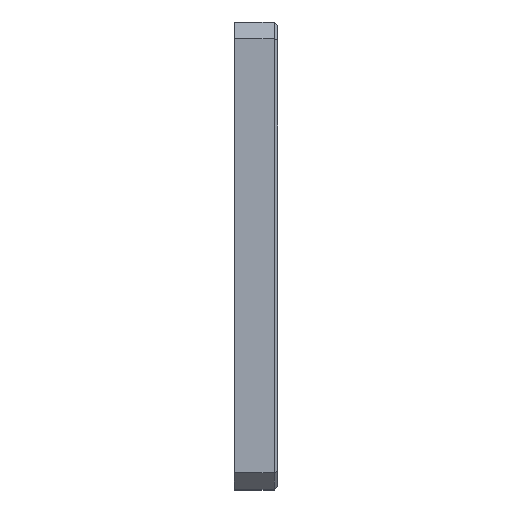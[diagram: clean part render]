
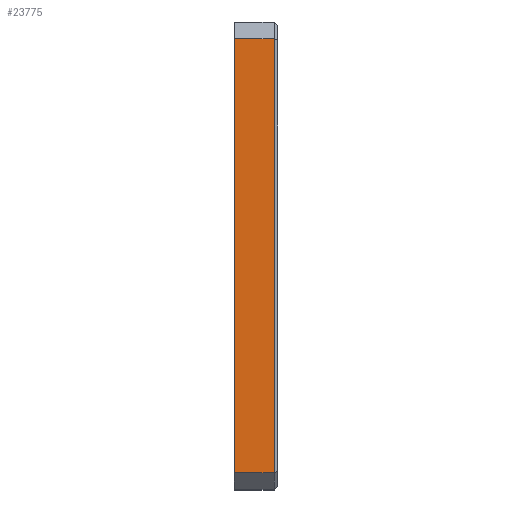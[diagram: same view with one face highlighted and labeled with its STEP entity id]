
A CAD part, top view. The second image highlights one B-rep face of the part: STEP entity #23775.
In plain terms, the highlighted free-form (B-spline) face has degree [1, 1] with [2, 2] control points.
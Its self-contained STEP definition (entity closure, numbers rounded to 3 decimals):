
#699 = B_SPLINE_SURFACE_WITH_KNOTS('',1,1,(
    (#700,#701)
    ,(#702,#703)),.UNSPECIFIED.,.F.,.F.,.F.,(2,2),(2,2),(0.,1.),(0.,1.),
  .PIECEWISE_BEZIER_KNOTS.);
#700 = CARTESIAN_POINT('',(-377.,-107.5,184.5));
#701 = CARTESIAN_POINT('',(-377.,-107.5,51.5));
#702 = CARTESIAN_POINT('',(-377.,-248.5,184.5));
#703 = CARTESIAN_POINT('',(-377.,-248.5,51.5));
#804 = VERTEX_POINT('',#805);
#805 = CARTESIAN_POINT('',(-377.,-112.5,184.5));
#818 = B_SPLINE_SURFACE_WITH_KNOTS('',1,1,(
    (#819,#820)
    ,(#821,#822)),.UNSPECIFIED.,.F.,.F.,.F.,(2,2),(2,2),(0.,1.),(0.,1.),
  .PIECEWISE_BEZIER_KNOTS.);
#819 = CARTESIAN_POINT('',(-377.,-107.5,179.5));
#820 = CARTESIAN_POINT('',(-377.,-112.5,184.5));
#821 = CARTESIAN_POINT('',(-365.,-107.5,179.5));
#822 = CARTESIAN_POINT('',(-365.,-112.5,184.5));
#829 = EDGE_CURVE('',#804,#830,#832,.T.);
#830 = VERTEX_POINT('',#831);
#831 = CARTESIAN_POINT('',(-377.,-243.5,184.5));
#832 = SURFACE_CURVE('',#833,(#837,#843),.PCURVE_S1.);
#833 = LINE('',#834,#835);
#834 = CARTESIAN_POINT('',(-377.,-112.5,184.5));
#835 = VECTOR('',#836,1.);
#836 = DIRECTION('',(0.,-1.,0.));
#837 = PCURVE('',#699,#838);
#838 = DEFINITIONAL_REPRESENTATION('',(#839),#842);
#839 = B_SPLINE_CURVE_WITH_KNOTS('',1,(#840,#841),.UNSPECIFIED.,.F.,.F.,
  (2,2),(0.,131.),.PIECEWISE_BEZIER_KNOTS.);
#840 = CARTESIAN_POINT('',(0.035,0.));
#841 = CARTESIAN_POINT('',(0.965,0.));
#842 = ( GEOMETRIC_REPRESENTATION_CONTEXT(2) 
PARAMETRIC_REPRESENTATION_CONTEXT() REPRESENTATION_CONTEXT('2D SPACE',''
  ) );
#843 = PCURVE('',#844,#849);
#844 = B_SPLINE_SURFACE_WITH_KNOTS('',1,1,(
    (#845,#846)
    ,(#847,#848)),.UNSPECIFIED.,.F.,.F.,.F.,(2,2),(2,2),(0.,1.),(0.,1.),
  .PIECEWISE_BEZIER_KNOTS.);
#845 = CARTESIAN_POINT('',(-377.,-112.5,184.5));
#846 = CARTESIAN_POINT('',(-365.,-112.5,184.5));
#847 = CARTESIAN_POINT('',(-377.,-243.5,184.5));
#848 = CARTESIAN_POINT('',(-365.,-243.5,184.5));
#849 = DEFINITIONAL_REPRESENTATION('',(#850),#853);
#850 = B_SPLINE_CURVE_WITH_KNOTS('',1,(#851,#852),.UNSPECIFIED.,.F.,.F.,
  (2,2),(0.,131.),.PIECEWISE_BEZIER_KNOTS.);
#851 = CARTESIAN_POINT('',(0.,0.));
#852 = CARTESIAN_POINT('',(1.,0.));
#853 = ( GEOMETRIC_REPRESENTATION_CONTEXT(2) 
PARAMETRIC_REPRESENTATION_CONTEXT() REPRESENTATION_CONTEXT('2D SPACE',''
  ) );
#870 = B_SPLINE_SURFACE_WITH_KNOTS('',1,1,(
    (#871,#872)
    ,(#873,#874)),.UNSPECIFIED.,.F.,.F.,.F.,(2,2),(2,2),(0.,1.),(0.,1.),
  .PIECEWISE_BEZIER_KNOTS.);
#871 = CARTESIAN_POINT('',(-377.,-243.5,184.5));
#872 = CARTESIAN_POINT('',(-377.,-248.5,179.5));
#873 = CARTESIAN_POINT('',(-365.,-243.5,184.5));
#874 = CARTESIAN_POINT('',(-365.,-248.5,179.5));
#23731 = EDGE_CURVE('',#830,#23732,#23734,.T.);
#23732 = VERTEX_POINT('',#23733);
#23733 = CARTESIAN_POINT('',(-365.,-243.5,184.5));
#23734 = SURFACE_CURVE('',#23735,(#23739,#23745),.PCURVE_S1.);
#23735 = LINE('',#23736,#23737);
#23736 = CARTESIAN_POINT('',(-377.,-243.5,184.5));
#23737 = VECTOR('',#23738,1.);
#23738 = DIRECTION('',(1.,0.,0.));
#23739 = PCURVE('',#870,#23740);
#23740 = DEFINITIONAL_REPRESENTATION('',(#23741),#23744);
#23741 = B_SPLINE_CURVE_WITH_KNOTS('',1,(#23742,#23743),.UNSPECIFIED.,
  .F.,.F.,(2,2),(0.,12.),.PIECEWISE_BEZIER_KNOTS.);
#23742 = CARTESIAN_POINT('',(0.,0.));
#23743 = CARTESIAN_POINT('',(1.,0.));
#23744 = ( GEOMETRIC_REPRESENTATION_CONTEXT(2) 
PARAMETRIC_REPRESENTATION_CONTEXT() REPRESENTATION_CONTEXT('2D SPACE',''
  ) );
#23745 = PCURVE('',#844,#23746);
#23746 = DEFINITIONAL_REPRESENTATION('',(#23747),#23750);
#23747 = B_SPLINE_CURVE_WITH_KNOTS('',1,(#23748,#23749),.UNSPECIFIED.,
  .F.,.F.,(2,2),(0.,12.),.PIECEWISE_BEZIER_KNOTS.);
#23748 = CARTESIAN_POINT('',(1.,0.));
#23749 = CARTESIAN_POINT('',(1.,1.));
#23750 = ( GEOMETRIC_REPRESENTATION_CONTEXT(2) 
PARAMETRIC_REPRESENTATION_CONTEXT() REPRESENTATION_CONTEXT('2D SPACE',''
  ) );
#23775 = ADVANCED_FACE('',(#23776),#844,.T.);
#23776 = FACE_BOUND('',#23777,.T.);
#23777 = EDGE_LOOP('',(#23778,#23804,#23823,#23824));
#23778 = ORIENTED_EDGE('',*,*,#23779,.F.);
#23779 = EDGE_CURVE('',#23780,#23732,#23782,.T.);
#23780 = VERTEX_POINT('',#23781);
#23781 = CARTESIAN_POINT('',(-365.,-112.5,184.5));
#23782 = SURFACE_CURVE('',#23783,(#23787,#23793),.PCURVE_S1.);
#23783 = LINE('',#23784,#23785);
#23784 = CARTESIAN_POINT('',(-365.,-112.5,184.5));
#23785 = VECTOR('',#23786,1.);
#23786 = DIRECTION('',(0.,-1.,0.));
#23787 = PCURVE('',#844,#23788);
#23788 = DEFINITIONAL_REPRESENTATION('',(#23789),#23792);
#23789 = B_SPLINE_CURVE_WITH_KNOTS('',1,(#23790,#23791),.UNSPECIFIED.,
  .F.,.F.,(2,2),(0.,131.),.PIECEWISE_BEZIER_KNOTS.);
#23790 = CARTESIAN_POINT('',(0.,1.));
#23791 = CARTESIAN_POINT('',(1.,1.));
#23792 = ( GEOMETRIC_REPRESENTATION_CONTEXT(2) 
PARAMETRIC_REPRESENTATION_CONTEXT() REPRESENTATION_CONTEXT('2D SPACE',''
  ) );
#23793 = PCURVE('',#23794,#23799);
#23794 = B_SPLINE_SURFACE_WITH_KNOTS('',1,1,(
    (#23795,#23796)
    ,(#23797,#23798
    )),.UNSPECIFIED.,.F.,.F.,.F.,(2,2),(2,2),(0.,1.),(0.,1.),
  .PIECEWISE_BEZIER_KNOTS.);
#23795 = CARTESIAN_POINT('',(-365.,-112.5,184.5));
#23796 = CARTESIAN_POINT('',(-364.,-112.5,183.5));
#23797 = CARTESIAN_POINT('',(-365.,-243.5,184.5));
#23798 = CARTESIAN_POINT('',(-364.,-243.5,183.5));
#23799 = DEFINITIONAL_REPRESENTATION('',(#23800),#23803);
#23800 = B_SPLINE_CURVE_WITH_KNOTS('',1,(#23801,#23802),.UNSPECIFIED.,
  .F.,.F.,(2,2),(0.,131.),.PIECEWISE_BEZIER_KNOTS.);
#23801 = CARTESIAN_POINT('',(0.,0.));
#23802 = CARTESIAN_POINT('',(1.,0.));
#23803 = ( GEOMETRIC_REPRESENTATION_CONTEXT(2) 
PARAMETRIC_REPRESENTATION_CONTEXT() REPRESENTATION_CONTEXT('2D SPACE',''
  ) );
#23804 = ORIENTED_EDGE('',*,*,#23805,.F.);
#23805 = EDGE_CURVE('',#804,#23780,#23806,.T.);
#23806 = SURFACE_CURVE('',#23807,(#23811,#23817),.PCURVE_S1.);
#23807 = LINE('',#23808,#23809);
#23808 = CARTESIAN_POINT('',(-377.,-112.5,184.5));
#23809 = VECTOR('',#23810,1.);
#23810 = DIRECTION('',(1.,0.,0.));
#23811 = PCURVE('',#844,#23812);
#23812 = DEFINITIONAL_REPRESENTATION('',(#23813),#23816);
#23813 = B_SPLINE_CURVE_WITH_KNOTS('',1,(#23814,#23815),.UNSPECIFIED.,
  .F.,.F.,(2,2),(0.,12.),.PIECEWISE_BEZIER_KNOTS.);
#23814 = CARTESIAN_POINT('',(0.,0.));
#23815 = CARTESIAN_POINT('',(0.,1.));
#23816 = ( GEOMETRIC_REPRESENTATION_CONTEXT(2) 
PARAMETRIC_REPRESENTATION_CONTEXT() REPRESENTATION_CONTEXT('2D SPACE',''
  ) );
#23817 = PCURVE('',#818,#23818);
#23818 = DEFINITIONAL_REPRESENTATION('',(#23819),#23822);
#23819 = B_SPLINE_CURVE_WITH_KNOTS('',1,(#23820,#23821),.UNSPECIFIED.,
  .F.,.F.,(2,2),(0.,12.),.PIECEWISE_BEZIER_KNOTS.);
#23820 = CARTESIAN_POINT('',(0.,1.));
#23821 = CARTESIAN_POINT('',(1.,1.));
#23822 = ( GEOMETRIC_REPRESENTATION_CONTEXT(2) 
PARAMETRIC_REPRESENTATION_CONTEXT() REPRESENTATION_CONTEXT('2D SPACE',''
  ) );
#23823 = ORIENTED_EDGE('',*,*,#829,.T.);
#23824 = ORIENTED_EDGE('',*,*,#23731,.T.);
